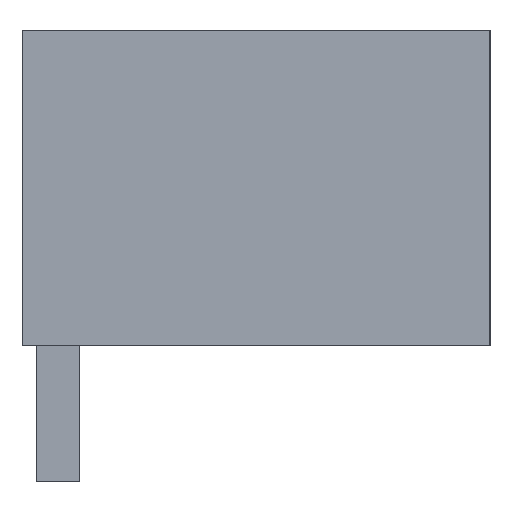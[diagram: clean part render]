
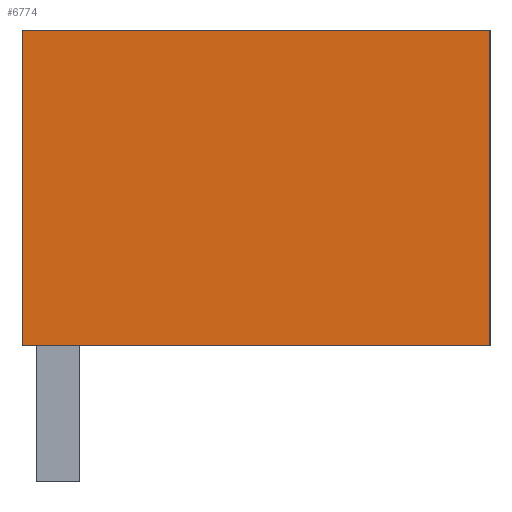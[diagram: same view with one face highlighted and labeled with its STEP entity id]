
A CAD part, left-side view. The second image highlights one B-rep face of the part: STEP entity #6774.
In plain terms, the highlighted planar face has unit normal (-1, 0, 0).
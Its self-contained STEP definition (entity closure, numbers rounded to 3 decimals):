
#6761=AXIS2_PLACEMENT_3D('Plane Axis2P3D',#6758,#6759,#6760) ;
#2390=CARTESIAN_POINT('Vertex',(0.,11.05,3.2)) ;
#2393=CARTESIAN_POINT('Line Origine',(0.,11.05,6.925)) ;
#2397=CARTESIAN_POINT('Vertex',(0.,11.05,10.65)) ;
#2799=CARTESIAN_POINT('Line Origine',(0.,5.525,3.2)) ;
#2803=CARTESIAN_POINT('Vertex',(0.,0.,3.2)) ;
#5721=CARTESIAN_POINT('Line Origine',(0.,5.525,10.65)) ;
#5725=CARTESIAN_POINT('Vertex',(0.,0.,10.65)) ;
#6758=CARTESIAN_POINT('Axis2P3D Location',(0.,-2.377,0.)) ;
#6763=CARTESIAN_POINT('Line Origine',(0.,0.,6.925)) ;
#2394=DIRECTION('Vector Direction',(0.,0.,-1.)) ;
#2800=DIRECTION('Vector Direction',(0.,1.,0.)) ;
#5722=DIRECTION('Vector Direction',(0.,-1.,0.)) ;
#6759=DIRECTION('Axis2P3D Direction',(1.,-0.,0.)) ;
#6760=DIRECTION('Axis2P3D XDirection',(0.,1.,0.)) ;
#6764=DIRECTION('Vector Direction',(0.,0.,1.)) ;
#2395=VECTOR('Line Direction',#2394,1.) ;
#2801=VECTOR('Line Direction',#2800,1.) ;
#5723=VECTOR('Line Direction',#5722,1.) ;
#6765=VECTOR('Line Direction',#6764,1.) ;
#6769=ORIENTED_EDGE('',*,*,#5727,.F.) ;
#6770=ORIENTED_EDGE('',*,*,#2399,.T.) ;
#6771=ORIENTED_EDGE('',*,*,#2805,.F.) ;
#6772=ORIENTED_EDGE('',*,*,#6767,.T.) ;
#6774=ADVANCED_FACE('HOUSING',(#6773),#6762,.F.) ;
#2399=EDGE_CURVE('',#2398,#2391,#2396,.T.) ;
#2805=EDGE_CURVE('',#2804,#2391,#2802,.T.) ;
#5727=EDGE_CURVE('',#2398,#5726,#5724,.T.) ;
#6767=EDGE_CURVE('',#2804,#5726,#6766,.T.) ;
#6768=EDGE_LOOP('',(#6769,#6770,#6771,#6772)) ;
#6773=FACE_OUTER_BOUND('',#6768,.T.) ;
#2396=LINE('Line',#2393,#2395) ;
#2802=LINE('Line',#2799,#2801) ;
#5724=LINE('Line',#5721,#5723) ;
#6766=LINE('Line',#6763,#6765) ;
#6762=PLANE('',#6761) ;
#2391=VERTEX_POINT('',#2390) ;
#2398=VERTEX_POINT('',#2397) ;
#2804=VERTEX_POINT('',#2803) ;
#5726=VERTEX_POINT('',#5725) ;
